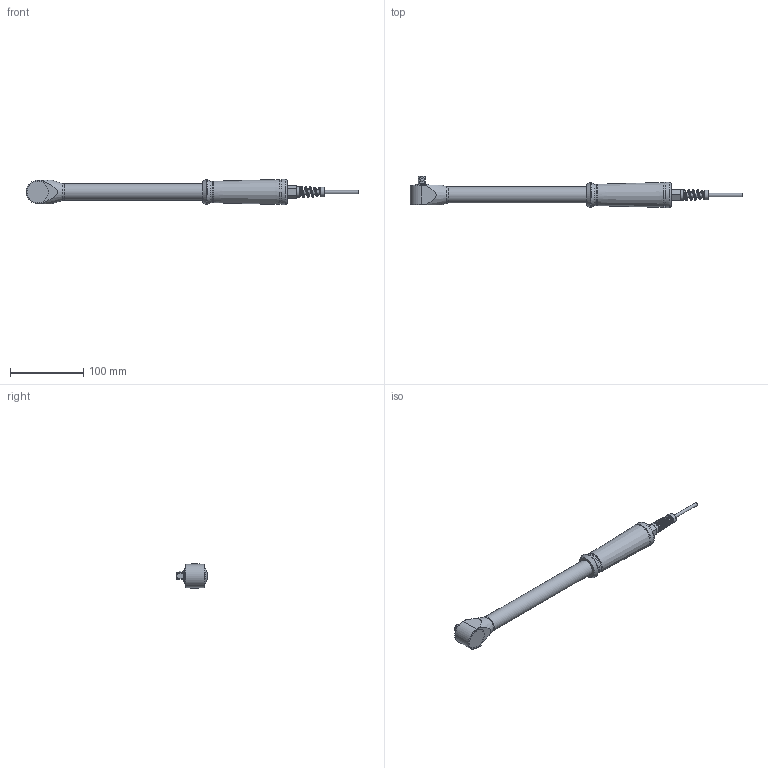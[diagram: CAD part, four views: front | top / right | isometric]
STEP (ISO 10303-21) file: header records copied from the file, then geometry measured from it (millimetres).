
FILE_DESCRIPTION((''),'2;1');
FILE_NAME('600 IN-LB.stp','2011-02-18T16:11:03',('thomasl'),(''),'Autodesk Inventor 2011','Autodesk Inventor 2011','');
FILE_SCHEMA(('AUTOMOTIVE_DESIGN { 1 0 10303 214 1 1 1 1 }'));
Length unit declared in the file: inch
Products named in the file (2): 600 IN-LB (SubstituteLevelofDetail1); 600 IN-LB_Substitute_1
Assembly tree (1 placements, depth 2):
  600 IN-LB (SubstituteLevelofDetail1)
    600 IN-LB_Substitute_1
Bounding box: 452.12 x 42.69 x 34.58 mm (x, y, z)
Volume: 168723.3 mm3; surface area: 52833.3 mm2
Topology: 1 solids, 3 shells, 244 faces, 698 edges, 444 vertices
Faces by surface type: plane 119, cylinder 80, cone 26, bspline 10, torus 8, sphere 1
Full cylindrical faces by diameter (mm): 4.318 x1, 6.35 x1, 7.366 x2, 7.62 x4, 11.049 x1, 11.43 x1, 12.7 x1, 13.208 x1, 14.732 x1, 15.748 x1, 16.459 x4, 17.463 x2, 18.034 x1, 19.05 x1, 21.844 x2, 22.25 x1, 22.86 x1, 25.4 x3, 27.076 x1, 29.185 x1, 29.21 x1
Entity records: 10408 total; most frequent: CARTESIAN_POINT 4104, ORIENTED_EDGE 1248, DIRECTION 1223, EDGE_CURVE 624, AXIS2_PLACEMENT_3D 481, VERTEX_POINT 420, EDGE_LOOP 314, VECTOR 261
